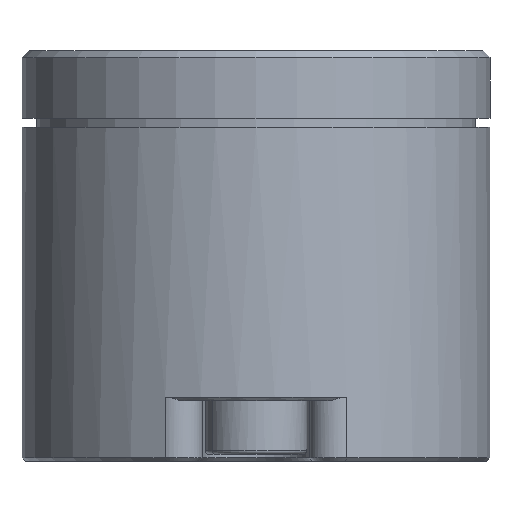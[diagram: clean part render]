
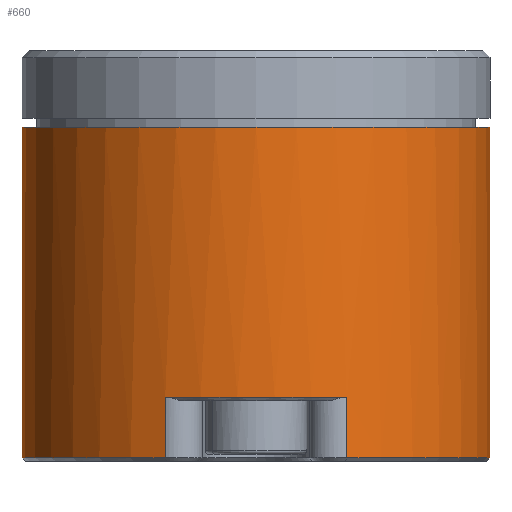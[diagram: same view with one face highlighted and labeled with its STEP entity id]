
A CAD part, front view. The second image highlights one B-rep face of the part: STEP entity #660.
In plain terms, the highlighted cylindrical face has radius 13.1 mm (diameter 26.2 mm), a partial arc.
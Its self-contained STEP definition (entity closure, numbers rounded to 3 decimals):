
#1 = CYLINDRICAL_SURFACE ( 'NONE', #2125, 13.1 ) ;
#27 = LINE ( 'NONE', #2201, #1723 ) ;
#37 = DIRECTION ( 'NONE',  ( 0., 0., -1. ) ) ;
#105 = AXIS2_PLACEMENT_3D ( 'NONE', #1093, #5402, #4877 ) ;
#322 = VECTOR ( 'NONE', #5230, 1000. ) ;
#343 = VERTEX_POINT ( 'NONE', #3945 ) ;
#660 = ADVANCED_FACE ( 'NONE', ( #933 ), #1, .T. ) ;
#842 = VERTEX_POINT ( 'NONE', #5483 ) ;
#933 = FACE_OUTER_BOUND ( 'NONE', #1084, .T. ) ;
#1076 = DIRECTION ( 'NONE',  ( 0., 0., -1. ) ) ;
#1084 = EDGE_LOOP ( 'NONE', ( #4094, #3952, #1861, #4572, #6713, #3715, #2893, #5269 ) ) ;
#1093 = CARTESIAN_POINT ( 'NONE',  ( 0., 0., 18.7 ) ) ;
#1129 = CIRCLE ( 'NONE', #5079, 13.1 ) ;
#1133 = CARTESIAN_POINT ( 'NONE',  ( 0., 0., 3.6 ) ) ;
#1382 = LINE ( 'NONE', #4219, #4289 ) ;
#1496 = DIRECTION ( 'NONE',  ( -1., 0., 0. ) ) ;
#1636 = DIRECTION ( 'NONE',  ( 0., 0., -1. ) ) ;
#1723 = VECTOR ( 'NONE', #1636, 1000. ) ;
#1741 = DIRECTION ( 'NONE',  ( 1., 0., 0. ) ) ;
#1861 = ORIENTED_EDGE ( 'NONE', *, *, #2167, .T. ) ;
#1897 = EDGE_CURVE ( 'NONE', #5972, #343, #4469, .T. ) ;
#1987 = DIRECTION ( 'NONE',  ( 1., 0., 0. ) ) ;
#2097 = EDGE_CURVE ( 'NONE', #3761, #842, #1382, .T. ) ;
#2125 = AXIS2_PLACEMENT_3D ( 'NONE', #6979, #1076, #1496 ) ;
#2167 = EDGE_CURVE ( 'NONE', #4912, #6677, #4139, .T. ) ;
#2201 = CARTESIAN_POINT ( 'NONE',  ( 5.082, -12.074, -8.002 ) ) ;
#2314 = EDGE_CURVE ( 'NONE', #842, #3157, #2932, .T. ) ;
#2677 = EDGE_CURVE ( 'NONE', #5499, #343, #1129, .T. ) ;
#2687 = EDGE_CURVE ( 'NONE', #4912, #5972, #6554, .T. ) ;
#2893 = ORIENTED_EDGE ( 'NONE', *, *, #4860, .T. ) ;
#2932 = CIRCLE ( 'NONE', #6880, 13.1 ) ;
#3157 = VERTEX_POINT ( 'NONE', #4746 ) ;
#3194 = CARTESIAN_POINT ( 'NONE',  ( 13.1, 0., 18.7 ) ) ;
#3243 = DIRECTION ( 'NONE',  ( 0., 0., 1. ) ) ;
#3287 = DIRECTION ( 'NONE',  ( 0., 0., 1. ) ) ;
#3397 = CARTESIAN_POINT ( 'NONE',  ( -13.1, 0., 0.2 ) ) ;
#3570 = DIRECTION ( 'NONE',  ( 0., 0., 1. ) ) ;
#3700 = CARTESIAN_POINT ( 'NONE',  ( 0., 0., 0.2 ) ) ;
#3715 = ORIENTED_EDGE ( 'NONE', *, *, #2314, .T. ) ;
#3761 = VERTEX_POINT ( 'NONE', #5074 ) ;
#3777 = DIRECTION ( 'NONE',  ( 1., 0., 0. ) ) ;
#3945 = CARTESIAN_POINT ( 'NONE',  ( 13.1, 0., 0.2 ) ) ;
#3952 = ORIENTED_EDGE ( 'NONE', *, *, #2687, .F. ) ;
#4094 = ORIENTED_EDGE ( 'NONE', *, *, #1897, .F. ) ;
#4139 = LINE ( 'NONE', #6292, #322 ) ;
#4219 = CARTESIAN_POINT ( 'NONE',  ( -5.082, -12.074, -8.002 ) ) ;
#4289 = VECTOR ( 'NONE', #5262, 1000. ) ;
#4398 = CARTESIAN_POINT ( 'NONE',  ( 13.1, 0., -8.002 ) ) ;
#4469 = LINE ( 'NONE', #4398, #5294 ) ;
#4572 = ORIENTED_EDGE ( 'NONE', *, *, #6483, .T. ) ;
#4674 = CARTESIAN_POINT ( 'NONE',  ( 0., 0., 0.2 ) ) ;
#4746 = CARTESIAN_POINT ( 'NONE',  ( 5.082, -12.074, 3.6 ) ) ;
#4860 = EDGE_CURVE ( 'NONE', #3157, #5499, #27, .T. ) ;
#4877 = DIRECTION ( 'NONE',  ( 1., 0., 0. ) ) ;
#4912 = VERTEX_POINT ( 'NONE', #6438 ) ;
#5014 = AXIS2_PLACEMENT_3D ( 'NONE', #4674, #3570, #1987 ) ;
#5067 = CARTESIAN_POINT ( 'NONE',  ( 5.082, -12.074, 0.2 ) ) ;
#5074 = CARTESIAN_POINT ( 'NONE',  ( -5.082, -12.074, 0.2 ) ) ;
#5079 = AXIS2_PLACEMENT_3D ( 'NONE', #3700, #3243, #3777 ) ;
#5230 = DIRECTION ( 'NONE',  ( 0., 0., -1. ) ) ;
#5262 = DIRECTION ( 'NONE',  ( 0., 0., 1. ) ) ;
#5269 = ORIENTED_EDGE ( 'NONE', *, *, #2677, .T. ) ;
#5294 = VECTOR ( 'NONE', #37, 1000. ) ;
#5402 = DIRECTION ( 'NONE',  ( 0., 0., 1. ) ) ;
#5483 = CARTESIAN_POINT ( 'NONE',  ( -5.082, -12.074, 3.6 ) ) ;
#5499 = VERTEX_POINT ( 'NONE', #5067 ) ;
#5972 = VERTEX_POINT ( 'NONE', #3194 ) ;
#6141 = CIRCLE ( 'NONE', #5014, 13.1 ) ;
#6292 = CARTESIAN_POINT ( 'NONE',  ( -13.1, 0., -8.002 ) ) ;
#6438 = CARTESIAN_POINT ( 'NONE',  ( -13.1, 0., 18.7 ) ) ;
#6483 = EDGE_CURVE ( 'NONE', #6677, #3761, #6141, .T. ) ;
#6554 = CIRCLE ( 'NONE', #105, 13.1 ) ;
#6677 = VERTEX_POINT ( 'NONE', #3397 ) ;
#6713 = ORIENTED_EDGE ( 'NONE', *, *, #2097, .T. ) ;
#6880 = AXIS2_PLACEMENT_3D ( 'NONE', #1133, #3287, #1741 ) ;
#6979 = CARTESIAN_POINT ( 'NONE',  ( 0., 0., -8.002 ) ) ;
